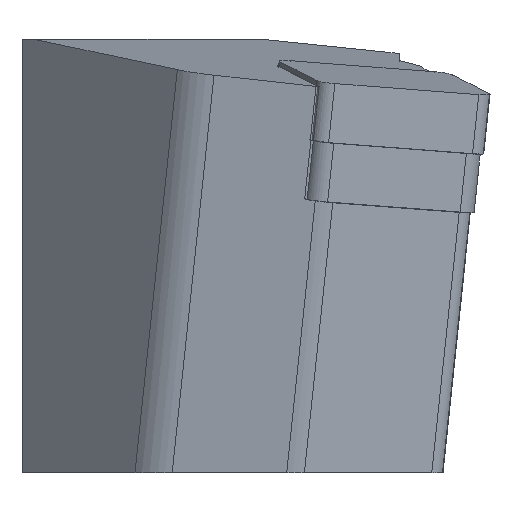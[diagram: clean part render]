
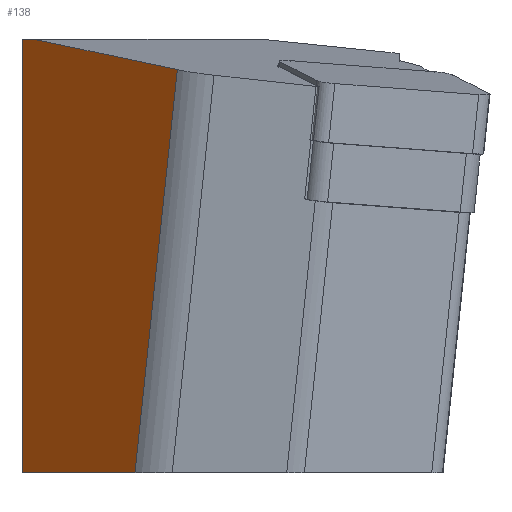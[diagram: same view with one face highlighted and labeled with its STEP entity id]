
A CAD part, left-side view. The second image highlights one B-rep face of the part: STEP entity #138.
In plain terms, the highlighted planar face has unit normal (-0.704, 0.71, 0).
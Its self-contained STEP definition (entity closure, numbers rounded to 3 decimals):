
#138=ADVANCED_FACE('',(#208),#179,.T.);
#179=PLANE('',#878);
#208=FACE_OUTER_BOUND('',#249,.T.);
#249=EDGE_LOOP('',(#336,#337,#338,#339,#340));
#336=ORIENTED_EDGE('',*,*,#618,.T.);
#337=ORIENTED_EDGE('',*,*,#624,.T.);
#338=ORIENTED_EDGE('',*,*,#603,.F.);
#339=ORIENTED_EDGE('',*,*,#625,.T.);
#340=ORIENTED_EDGE('',*,*,#626,.F.);
#531=VERTEX_POINT('',#1175);
#532=VERTEX_POINT('',#1176);
#546=VERTEX_POINT('',#1205);
#547=VERTEX_POINT('',#1207);
#550=VERTEX_POINT('',#1219);
#603=EDGE_CURVE('',#531,#532,#710,.T.);
#618=EDGE_CURVE('',#547,#546,#724,.T.);
#624=EDGE_CURVE('',#546,#532,#729,.T.);
#625=EDGE_CURVE('',#531,#550,#730,.T.);
#626=EDGE_CURVE('',#547,#550,#731,.T.);
#710=LINE('',#1174,#791);
#724=LINE('',#1206,#805);
#729=LINE('',#1217,#810);
#730=LINE('',#1218,#811);
#731=LINE('',#1220,#812);
#791=VECTOR('',#952,1.);
#805=VECTOR('',#970,1.);
#810=VECTOR('',#981,1.);
#811=VECTOR('',#982,1.);
#812=VECTOR('',#983,1.);
#878=AXIS2_PLACEMENT_3D('',#1221,#984,#985);
#952=DIRECTION('',(0.,0.,1.));
#970=DIRECTION('',(0.703,0.696,0.147));
#981=DIRECTION('',(0.71,0.704,0.));
#982=DIRECTION('',(-0.71,-0.704,0.));
#983=DIRECTION('',(0.105,0.104,-0.989));
#984=DIRECTION('',(-0.704,0.71,0.));
#985=DIRECTION('',(-0.71,-0.704,0.));
#1174=CARTESIAN_POINT('',(-87.441,23.321,-12.952));
#1175=CARTESIAN_POINT('',(-87.441,23.321,-13.));
#1176=CARTESIAN_POINT('',(-87.431,23.321,10.));
#1205=CARTESIAN_POINT('',(-88.063,22.696,10.));
#1206=CARTESIAN_POINT('',(-92.746,18.057,9.017));
#1207=CARTESIAN_POINT('',(-95.75,15.082,8.387));
#1217=CARTESIAN_POINT('',(-115.656,-4.638,10.));
#1218=CARTESIAN_POINT('',(-92.537,18.273,-13.));
#1219=CARTESIAN_POINT('',(-93.489,17.33,-13.));
#1220=CARTESIAN_POINT('',(-115.618,-4.677,196.382));
#1221=CARTESIAN_POINT('',(-115.618,-4.677,196.382));
